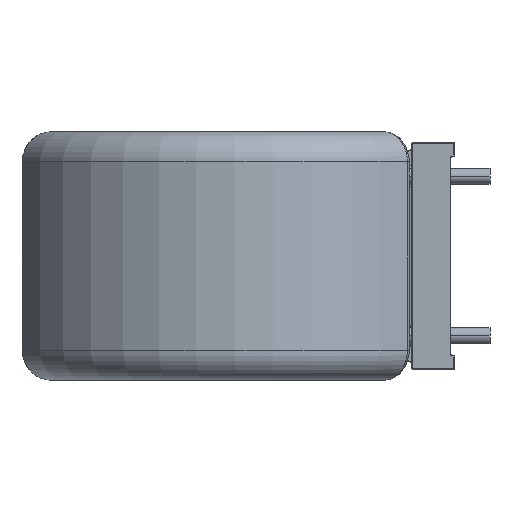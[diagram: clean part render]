
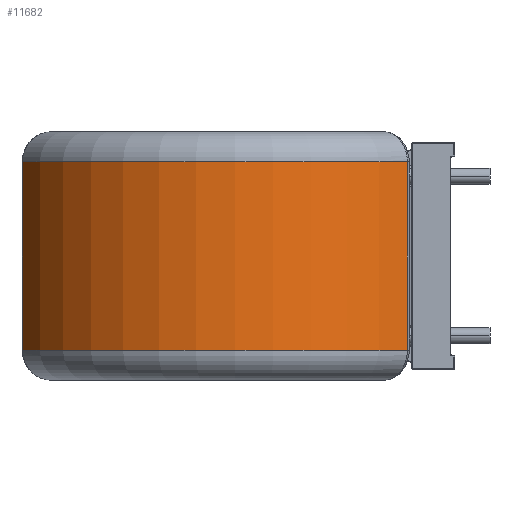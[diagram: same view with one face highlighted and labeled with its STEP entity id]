
A CAD part, left-side view. The second image highlights one B-rep face of the part: STEP entity #11682.
In plain terms, the highlighted cylindrical face has radius 32.5 mm (diameter 65 mm), a partial arc.
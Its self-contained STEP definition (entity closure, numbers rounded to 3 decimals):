
#2548=CARTESIAN_POINT('',(-21.766,-24.135,
13.26));
#2693=DIRECTION('',(0.,0.,1.));
#2694=VECTOR('',#2693,26.52);
#2695=CARTESIAN_POINT('',(-12.199,30.124,
-13.26));
#2696=LINE('',#2695,#2694);
#2697=CARTESIAN_POINT('',(0.,0.,13.26));
#2698=DIRECTION('',(0.,0.,1.));
#2699=DIRECTION('',(-0.375,0.927,0.));
#2700=AXIS2_PLACEMENT_3D('',#2697,#2698,#2699);
#2702=DIRECTION('',(0.,0.,-1.));
#2703=VECTOR('',#2702,26.52);
#2704=CARTESIAN_POINT('',(-21.766,-24.135,
13.26));
#2705=LINE('',#2704,#2703);
#2706=CARTESIAN_POINT('',(0.,0.,-13.26));
#2707=DIRECTION('',(0.,0.,1.));
#2708=DIRECTION('',(-0.375,0.927,0.));
#2709=AXIS2_PLACEMENT_3D('',#2706,#2707,#2708);
#2722=CARTESIAN_POINT('',(-12.199,30.124,
-13.26));
#5559=VERTEX_POINT('',#2722);
#5562=CARTESIAN_POINT('',(-12.199,30.124,13.26));
#5563=VERTEX_POINT('',#5562);
#5612=VERTEX_POINT('',#2548);
#5613=CARTESIAN_POINT('',(-21.766,-24.135,
-13.26));
#5614=VERTEX_POINT('',#5613);
#11670=CARTESIAN_POINT('',(0.,0.,-19.25));
#11671=DIRECTION('',(0.,0.,1.));
#11672=DIRECTION('',(-0.342,0.94,0.));
#11673=AXIS2_PLACEMENT_3D('',#11670,#11671,#11672);
#11674=CYLINDRICAL_SURFACE('',#11673,32.5);
#11675=ORIENTED_EDGE('',*,*,#11657,.T.);
#11676=ORIENTED_EDGE('',*,*,#11468,.T.);
#11677=ORIENTED_EDGE('',*,*,#11085,.T.);
#11679=ORIENTED_EDGE('',*,*,#11678,.F.);
#11680=EDGE_LOOP('',(#11675,#11676,#11677,#11679));
#11681=FACE_OUTER_BOUND('',#11680,.F.);
#2701=CIRCLE('',#2700,32.5);
#2710=CIRCLE('',#2709,32.5);
#11085=EDGE_CURVE('',#5612,#5614,#2705,.T.);
#11468=EDGE_CURVE('',#5563,#5612,#2701,.T.);
#11657=EDGE_CURVE('',#5559,#5563,#2696,.T.);
#11678=EDGE_CURVE('',#5559,#5614,#2710,.T.);
#11682=ADVANCED_FACE('',(#11681),#11674,.T.);
